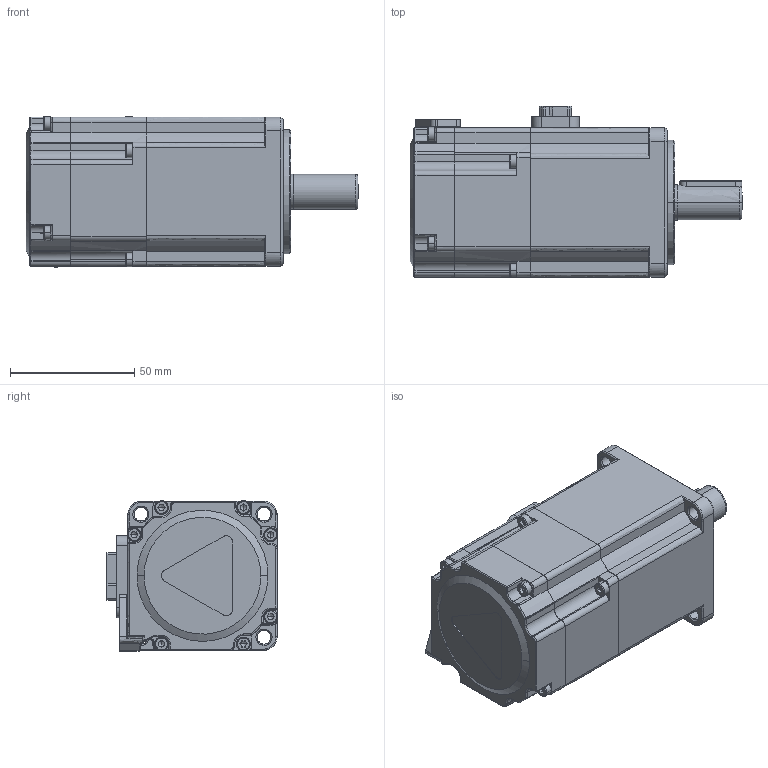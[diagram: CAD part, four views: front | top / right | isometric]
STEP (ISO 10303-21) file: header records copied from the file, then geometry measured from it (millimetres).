
FILE_DESCRIPTION (( 'STEP AP203' ), '1' );
FILE_NAME ('200W湍价陬.STEP', '2024-05-22T06:04:55', ( 'Windows 蚚誧' ), ( '' ), 'SwSTEP 2.0', 'SolidWorks 2020', '' );
FILE_SCHEMA (( 'CONFIG_CONTROL_DESIGN' ));
Length unit declared in the file: millimetre
Products named in the file (13): M3｡ﾁ14.IGS; 1010445.IGS; 1030018 深沟球轴承6200-2Z.IGS; 200W湍价陬; 1040148.IGS; 1060169 三竹接插件底座组件（底座带刹车 （MC6P 长度13mm21mm150mm））.IGS; M3｡ﾁ10.IGS; ﾓﾍｷ筌ｨﾗﾘﾉｫ｣ｩ｣ｨ14.2｡ﾁ22x4｣ｩ.IGS; 1030003 深沟球轴承6202-2Z.IGS; 1020136.IGS; 1030249 平键（5×5×25 A型 GB-T 1096）.IGS; 200W湍价陬.IGS; 1180082 编码器罩组件-XT-A（接插件版本-60# 多圈7芯绝对值（接插件版本-60# 单圈5芯绝对值（编码器盖带铁片））.IGS
Assembly tree (18 placements, depth 3):
  200W湍价陬
    200W湍价陬.IGS
      1040148.IGS
      1010445.IGS
      1030018 深沟球轴承6200-2Z.IGS
      1030003 深沟球轴承6202-2Z.IGS
      1020136.IGS
      1060169 三竹接插件底座组件（底座带刹车 （MC6P 长度13mm21mm150mm））.IGS
      1180082 编码器罩组件-XT-A（接插件版本-60# 多圈7芯绝对值（接插件版本-60# 单圈5芯绝对值（编码器盖带铁片））.IGS
      1030249 平键（5×5×25 A型 GB-T 1096）.IGS
      ﾓﾍｷ筌ｨﾗﾘﾉｫ｣ｩ｣ｨ14.2｡ﾁ22x4｣ｩ.IGS
      M3｡ﾁ14.IGS  x4
      M3｡ﾁ10.IGS  x4
Bounding box: 133.5 x 68.78 x 60.57 mm (x, y, z)
Volume: 137629.4 mm3; surface area: 93392 mm2
Topology: 16 solids, 17 shells, 2537 faces, 6748 edges, 4185 vertices
Faces by surface type: bspline 2537
Entity records: 105535 total; most frequent: CARTESIAN_POINT 67163, ORIENTED_EDGE 12640, EDGE_CURVE 6324, B_SPLINE_CURVE_WITH_KNOTS 4957, VERTEX_POINT 3987, EDGE_LOOP 2587, FACE_OUTER_BOUND 2387, ADVANCED_FACE 2387
